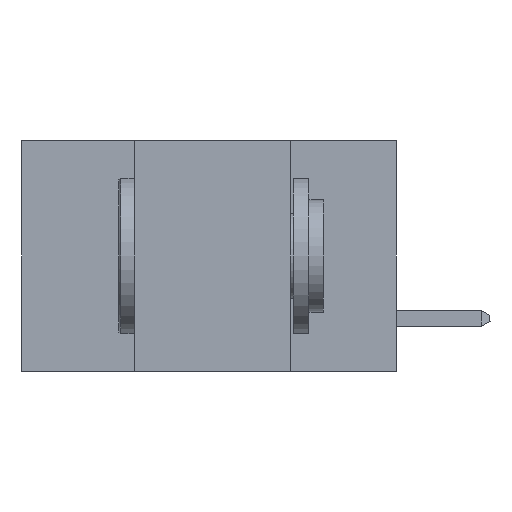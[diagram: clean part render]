
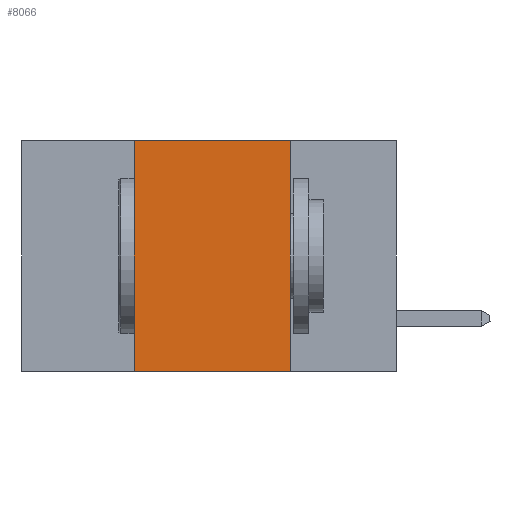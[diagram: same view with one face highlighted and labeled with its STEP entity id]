
A CAD part, left-side view. The second image highlights one B-rep face of the part: STEP entity #8066.
In plain terms, the highlighted planar face has unit normal (-1, 0, 0).
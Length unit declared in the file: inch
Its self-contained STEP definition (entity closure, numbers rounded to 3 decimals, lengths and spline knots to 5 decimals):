
#35 = LINE ( 'NONE', #6387, #10926 ) ;
#268 = CARTESIAN_POINT ( 'NONE',  ( 0., 0.42, -0.37 ) ) ;
#946 = DIRECTION ( 'NONE',  ( 0., -1., 0. ) ) ;
#1013 = DIRECTION ( 'NONE',  ( 0., 0., 1. ) ) ;
#1109 = VECTOR ( 'NONE', #2201, 39.37008 ) ;
#1407 = DIRECTION ( 'NONE',  ( 1., 0., 0. ) ) ;
#1632 = VERTEX_POINT ( 'NONE', #268 ) ;
#1987 = CARTESIAN_POINT ( 'NONE',  ( 0., 0.6, -0.37 ) ) ;
#2201 = DIRECTION ( 'NONE',  ( 0., -1., 0. ) ) ;
#2400 = LINE ( 'NONE', #11201, #14473 ) ;
#3390 = VERTEX_POINT ( 'NONE', #11030 ) ;
#4587 = ORIENTED_EDGE ( 'NONE', *, *, #8616, .F. ) ;
#4684 = VERTEX_POINT ( 'NONE', #14608 ) ;
#5021 = CARTESIAN_POINT ( 'NONE',  ( 0., 0.6, 0. ) ) ;
#5197 = FACE_OUTER_BOUND ( 'NONE', #5227, .T. ) ;
#5227 = EDGE_LOOP ( 'NONE', ( #4587, #15163, #15905, #7291 ) ) ;
#5877 = VERTEX_POINT ( 'NONE', #12414 ) ;
#6169 = PLANE ( 'NONE',  #6770 ) ;
#6387 = CARTESIAN_POINT ( 'NONE',  ( 0., 0.42, 0. ) ) ;
#6770 = AXIS2_PLACEMENT_3D ( 'NONE', #5021, #1407, #15432 ) ;
#7291 = ORIENTED_EDGE ( 'NONE', *, *, #16469, .T. ) ;
#8066 = ADVANCED_FACE ( 'NONE', ( #5197 ), #6169, .F. ) ;
#8616 = EDGE_CURVE ( 'NONE', #4684, #5877, #12635, .T. ) ;
#9584 = LINE ( 'NONE', #1987, #1109 ) ;
#10926 = VECTOR ( 'NONE', #1013, 39.37008 ) ;
#11030 = CARTESIAN_POINT ( 'NONE',  ( 0., 0.42, 0. ) ) ;
#11201 = CARTESIAN_POINT ( 'NONE',  ( 0., 0.6, 0. ) ) ;
#11702 = DIRECTION ( 'NONE',  ( 0., 0., -1. ) ) ;
#11759 = CARTESIAN_POINT ( 'NONE',  ( 0., 0.17, 0. ) ) ;
#12414 = CARTESIAN_POINT ( 'NONE',  ( 0., 0.17, -0.37 ) ) ;
#12554 = EDGE_CURVE ( 'NONE', #1632, #3390, #35, .T. ) ;
#12635 = LINE ( 'NONE', #11759, #16273 ) ;
#14082 = EDGE_CURVE ( 'NONE', #3390, #4684, #2400, .T. ) ;
#14473 = VECTOR ( 'NONE', #946, 39.37008 ) ;
#14608 = CARTESIAN_POINT ( 'NONE',  ( 0., 0.17, 0. ) ) ;
#15163 = ORIENTED_EDGE ( 'NONE', *, *, #14082, .F. ) ;
#15432 = DIRECTION ( 'NONE',  ( 0., 0., -1. ) ) ;
#15905 = ORIENTED_EDGE ( 'NONE', *, *, #12554, .F. ) ;
#16273 = VECTOR ( 'NONE', #11702, 39.37008 ) ;
#16469 = EDGE_CURVE ( 'NONE', #1632, #5877, #9584, .T. ) ;
